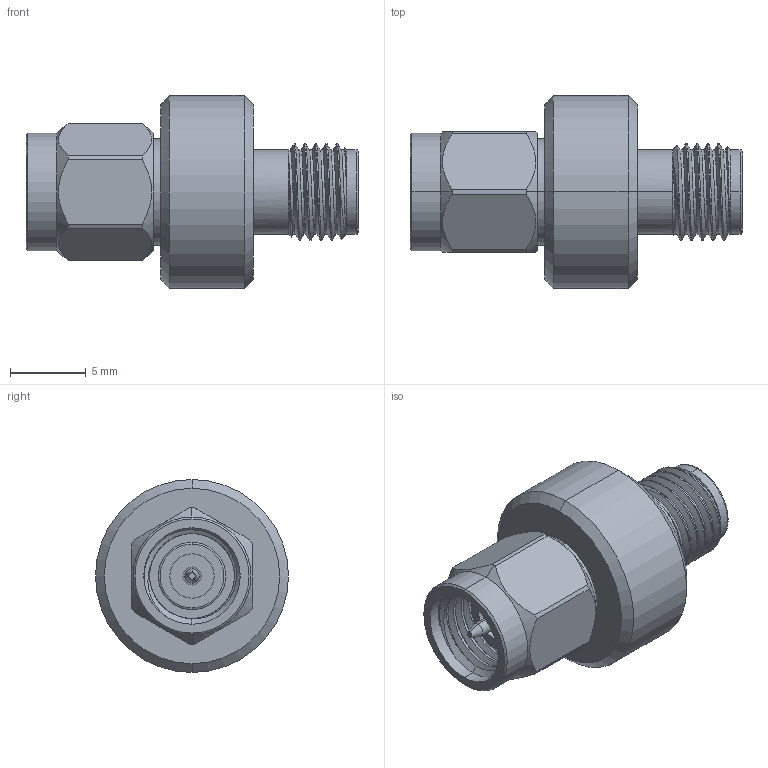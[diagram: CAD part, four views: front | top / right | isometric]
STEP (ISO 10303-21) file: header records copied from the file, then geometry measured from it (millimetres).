
FILE_DESCRIPTION (( 'STEP AP214' ), '1' );
FILE_NAME ('SD3478_3D.step', '2023-11-17T17:47:57', ( '' ), ( '' ), 'SwSTEP 2.0', 'SolidWorks 2022', '' );
FILE_SCHEMA (( 'AUTOMOTIVE_DESIGN' ));
Length unit declared in the file: inch
Products named in the file (1): SD3478_3D
Bounding box: 21.84 x 12.7 x 12.7 mm (x, y, z)
Volume: 1223.5 mm3; surface area: 1206.7 mm2
Topology: 1 solids, 2 shells, 127 faces, 307 edges, 196 vertices
Faces by surface type: cylinder 61, plane 30, cone 26, bspline 8, torus 2
Entity records: 6682 total; most frequent: CARTESIAN_POINT 3827, ORIENTED_EDGE 614, DIRECTION 563, EDGE_CURVE 307, AXIS2_PLACEMENT_3D 230, VERTEX_POINT 196, EDGE_LOOP 141, FACE_OUTER_BOUND 127
